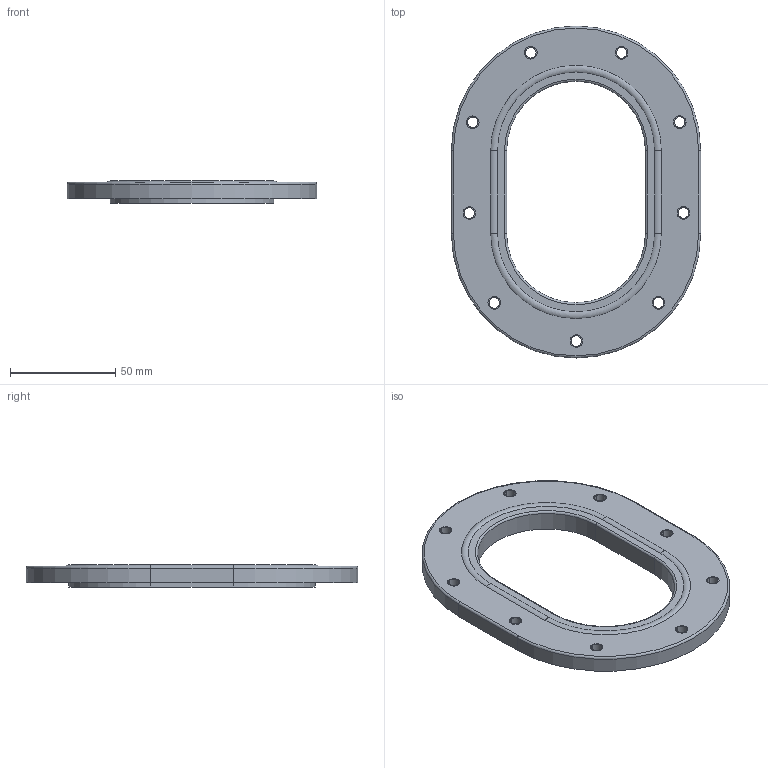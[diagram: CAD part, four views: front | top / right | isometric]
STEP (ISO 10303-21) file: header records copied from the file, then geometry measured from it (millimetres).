
FILE_DESCRIPTION((''),'2;1');
FILE_NAME('INTERFACE_POMPE','2020-09-09T',('pcorbex'),('INITIAL Annecy-Seynod'),'CREO PARAMETRIC BY PTC INC, 2016260','CREO PARAMETRIC BY PTC INC, 2016260','');
FILE_SCHEMA(('CONFIG_CONTROL_DESIGN'));
Length unit declared in the file: millimetre
Products named in the file (1): INTERFACE_POMPE
Bounding box: 118.65 x 157.96 x 10.5 mm (x, y, z)
Volume: 80066.2 mm3; surface area: 28412.8 mm2
Topology: 1 solids, 10 shells, 64 faces, 172 edges, 112 vertices
Faces by surface type: cylinder 48, plane 10, torus 6
Entity records: 2116 total; most frequent: DIRECTION 406, CARTESIAN_POINT 349, ORIENTED_EDGE 308, EDGE_CURVE 172, AXIS2_PLACEMENT_3D 169, VERTEX_POINT 112, CIRCLE 104, EDGE_LOOP 86
